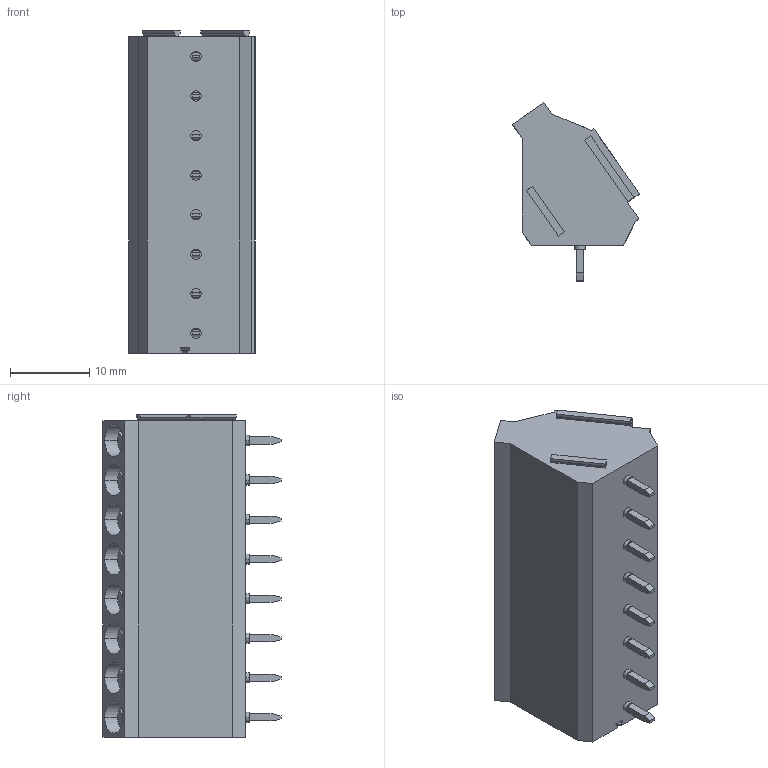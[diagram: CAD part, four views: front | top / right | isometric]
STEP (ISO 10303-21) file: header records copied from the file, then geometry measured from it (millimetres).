
FILE_DESCRIPTION(('SolidDesigner STEP Export'),'1');
FILE_NAME('smkds_3-8.stp','2000-06-20T10:16:19',(''),(''), 'SolidDesigner STEP processor Version: 7.0(Mar 1999)for AP214(CD)(Solid Model)', 'CoCreate SolidDesigner: 07.50 21-Dec-99(C) CoCreate Software GmbH','');
FILE_SCHEMA(('AUTOMOTIVE_DESIGN_CC2 {1 2 10303 214 -1 1 5 1}'));
Length unit declared in the file: millimetre
Products named in the file (2): smkds_3-8
Assembly tree (1 placements, depth 2):
  smkds_3-8
    smkds_3-8
Bounding box: 16 x 22.5 x 40.74 mm (x, y, z)
Volume: 7451.7 mm3; surface area: 3685.2 mm2
Topology: 1 solids, 1 shells, 319 faces, 800 edges, 528 vertices
Faces by surface type: plane 249, cylinder 70
Entity records: 11562 total; most frequent: ORIENTED_EDGE 1600, CARTESIAN_POINT 1541, DIRECTION 1425, EDGE_CURVE 800, VECTOR 601, LINE 601, VERTEX_POINT 528, AXIS2_PLACEMENT_3D 412
